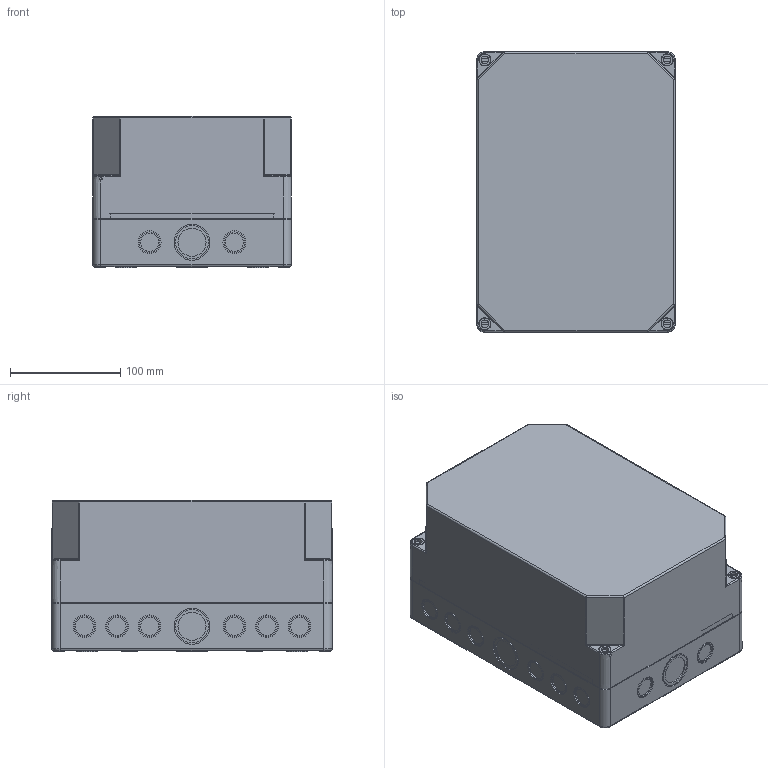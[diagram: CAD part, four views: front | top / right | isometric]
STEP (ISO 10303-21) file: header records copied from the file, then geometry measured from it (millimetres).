
FILE_DESCRIPTION( ( 'STEP AP214' ), ' ' );
FILE_NAME( '10701101.stp', '2016-03-28T15:25:37', ( '' ), ( '' ), ' ', 'PARTsolutions', ' ' );
FILE_SCHEMA( ( 'AUTOMOTIVE_DESIGN { 1 0 10303 214 1 1 1 1 }' ) );
Length unit declared in the file: millimetre
Products named in the file (4): 10701101; _Kasten_TK2518-f-m; _Deckel_TK2518-16-t; _Schraube_TK58mm-schwarz
Assembly tree (6 placements, depth 2):
  10701101
    _Kasten_TK2518-f-m
    _Deckel_TK2518-16-t
    _Schraube_TK58mm-schwarz  x4
Bounding box: 180 x 254 x 137 mm (x, y, z)
Volume: 734499.2 mm3; surface area: 441125.6 mm2
Topology: 6 solids, 6 shells, 995 faces, 2362 edges, 1552 vertices
Faces by surface type: plane 651, cylinder 282, cone 50, torus 12
Full cylindrical faces by diameter (mm): 2.2 x2, 3.4 x8, 3.48 x2, 5 x8, 5.8 x8, 7 x4, 8 x10, 8.376 x4, 9 x4, 10.5 x4, 14 x4, 16.5 x16, 17 x4, 18.7 x16, 19 x4, 20.5 x12, 20.7 x4, 25.5 x4, 30 x4, 32.5 x4
Entity records: 27766 total; most frequent: CARTESIAN_POINT 3851, DIRECTION 3798, ORIENTED_EDGE 3328, EDGE_CURVE 1664, AXIS2_PLACEMENT_3D 1396, VERTEX_POINT 1177, EDGE_LOOP 1064, LINE 1006
